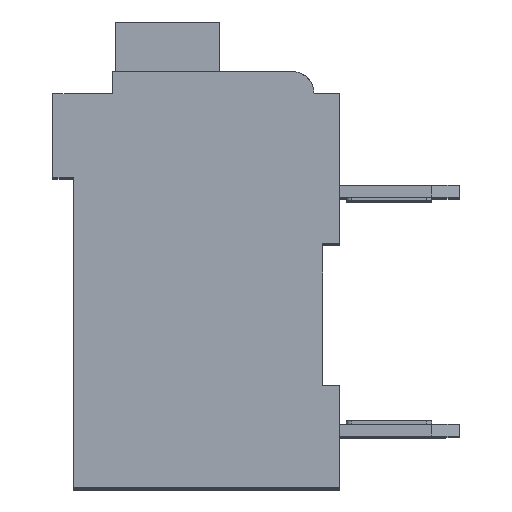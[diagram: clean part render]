
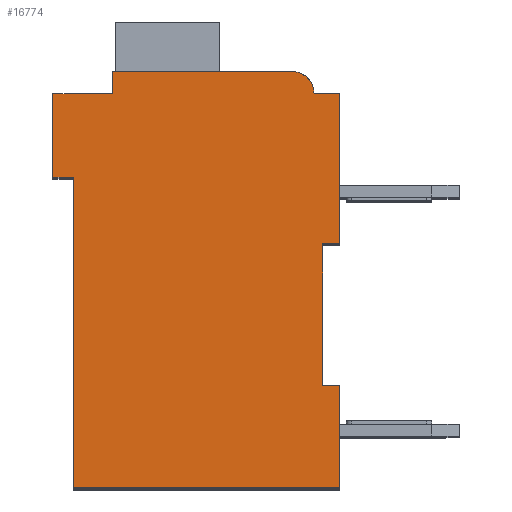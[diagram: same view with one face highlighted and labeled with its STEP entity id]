
A CAD part, top view. The second image highlights one B-rep face of the part: STEP entity #16774.
In plain terms, the highlighted planar face has unit normal (0, 0, 1).
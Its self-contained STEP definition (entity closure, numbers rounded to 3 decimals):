
#5145=DIRECTION('',(1.,0.,0.));
#5146=VECTOR('',#5145,0.5);
#5147=CARTESIAN_POINT('',(7.3,7.15,2.1));
#5148=LINE('',#5147,#5146);
#5149=DIRECTION('',(0.,1.,0.));
#5150=VECTOR('',#5149,4.15);
#5151=CARTESIAN_POINT('',(7.3,3.,2.1));
#5152=LINE('',#5151,#5150);
#5153=DIRECTION('',(-1.,0.,0.));
#5154=VECTOR('',#5153,0.5);
#5155=CARTESIAN_POINT('',(7.8,3.,2.1));
#5156=LINE('',#5155,#5154);
#5157=DIRECTION('',(0.,1.,0.));
#5158=VECTOR('',#5157,3.);
#5159=CARTESIAN_POINT('',(7.8,0.,2.1));
#5160=LINE('',#5159,#5158);
#5161=DIRECTION('',(1.,0.,0.));
#5162=VECTOR('',#5161,7.8);
#5163=CARTESIAN_POINT('',(0.,0.,2.1));
#5164=LINE('',#5163,#5162);
#5165=DIRECTION('',(0.,-1.,0.));
#5166=VECTOR('',#5165,9.1);
#5167=CARTESIAN_POINT('',(0.,9.1,2.1));
#5168=LINE('',#5167,#5166);
#5169=DIRECTION('',(1.,0.,0.));
#5170=VECTOR('',#5169,0.6);
#5171=CARTESIAN_POINT('',(-0.6,9.1,2.1));
#5172=LINE('',#5171,#5170);
#5173=DIRECTION('',(0.,-1.,0.));
#5174=VECTOR('',#5173,2.45);
#5175=CARTESIAN_POINT('',(-0.6,11.55,2.1));
#5176=LINE('',#5175,#5174);
#5177=DIRECTION('',(-1.,0.,0.));
#5178=VECTOR('',#5177,1.75);
#5179=CARTESIAN_POINT('',(1.15,11.55,2.1));
#5180=LINE('',#5179,#5178);
#5181=DIRECTION('',(0.,-1.,0.));
#5182=VECTOR('',#5181,0.65);
#5183=CARTESIAN_POINT('',(1.15,12.2,2.1));
#5184=LINE('',#5183,#5182);
#5185=DIRECTION('',(-1.,0.,0.));
#5186=VECTOR('',#5185,5.25);
#5187=CARTESIAN_POINT('',(6.4,12.2,2.1));
#5188=LINE('',#5187,#5186);
#5189=CARTESIAN_POINT('',(6.4,11.55,2.1));
#5190=DIRECTION('',(0.,0.,1.));
#5191=DIRECTION('',(1.,0.,0.));
#5192=AXIS2_PLACEMENT_3D('',#5189,#5190,#5191);
#5194=DIRECTION('',(-1.,0.,0.));
#5195=VECTOR('',#5194,0.75);
#5196=CARTESIAN_POINT('',(7.8,11.55,2.1));
#5197=LINE('',#5196,#5195);
#5198=DIRECTION('',(0.,1.,0.));
#5199=VECTOR('',#5198,4.4);
#5200=CARTESIAN_POINT('',(7.8,7.15,2.1));
#5201=LINE('',#5200,#5199);
#8062=CARTESIAN_POINT('',(7.3,7.15,2.1));
#8063=CARTESIAN_POINT('',(7.8,7.15,2.1));
#8064=VERTEX_POINT('',#8062);
#8065=VERTEX_POINT('',#8063);
#8066=CARTESIAN_POINT('',(7.8,11.55,2.1));
#8067=VERTEX_POINT('',#8066);
#8068=CARTESIAN_POINT('',(7.05,11.55,2.1));
#8069=VERTEX_POINT('',#8068);
#8070=CARTESIAN_POINT('',(6.4,12.2,2.1));
#8071=VERTEX_POINT('',#8070);
#8072=CARTESIAN_POINT('',(1.15,12.2,2.1));
#8073=VERTEX_POINT('',#8072);
#8074=CARTESIAN_POINT('',(1.15,11.55,2.1));
#8075=VERTEX_POINT('',#8074);
#8076=CARTESIAN_POINT('',(-0.6,11.55,2.1));
#8077=VERTEX_POINT('',#8076);
#8078=CARTESIAN_POINT('',(-0.6,9.1,2.1));
#8079=VERTEX_POINT('',#8078);
#8080=CARTESIAN_POINT('',(0.,9.1,2.1));
#8081=VERTEX_POINT('',#8080);
#8082=CARTESIAN_POINT('',(0.,0.,2.1));
#8083=VERTEX_POINT('',#8082);
#8084=CARTESIAN_POINT('',(7.8,0.,2.1));
#8085=VERTEX_POINT('',#8084);
#8086=CARTESIAN_POINT('',(7.8,3.,2.1));
#8087=VERTEX_POINT('',#8086);
#8088=CARTESIAN_POINT('',(7.3,3.,2.1));
#8089=VERTEX_POINT('',#8088);
#16753=CARTESIAN_POINT('',(0.,0.,2.1));
#16754=DIRECTION('',(0.,0.,1.));
#16755=DIRECTION('',(1.,0.,0.));
#16756=AXIS2_PLACEMENT_3D('',#16753,#16754,#16755);
#16757=PLANE('',#16756);
#16758=ORIENTED_EDGE('',*,*,#10607,.F.);
#16759=ORIENTED_EDGE('',*,*,#11041,.F.);
#16760=ORIENTED_EDGE('',*,*,#14025,.F.);
#16761=ORIENTED_EDGE('',*,*,#14230,.F.);
#16762=ORIENTED_EDGE('',*,*,#14475,.F.);
#16763=ORIENTED_EDGE('',*,*,#14808,.F.);
#16764=ORIENTED_EDGE('',*,*,#14975,.F.);
#16765=ORIENTED_EDGE('',*,*,#15119,.F.);
#16766=ORIENTED_EDGE('',*,*,#15334,.F.);
#16767=ORIENTED_EDGE('',*,*,#15763,.F.);
#16768=ORIENTED_EDGE('',*,*,#16093,.F.);
#16769=ORIENTED_EDGE('',*,*,#15385,.F.);
#16770=ORIENTED_EDGE('',*,*,#15634,.F.);
#16771=ORIENTED_EDGE('',*,*,#10936,.F.);
#16772=EDGE_LOOP('',(#16758,#16759,#16760,#16761,#16762,#16763,#16764,#16765,
#16766,#16767,#16768,#16769,#16770,#16771));
#16773=FACE_OUTER_BOUND('',#16772,.F.);
#5193=CIRCLE('',#5192,0.65);
#10607=EDGE_CURVE('',#8064,#8065,#5148,.T.);
#10936=EDGE_CURVE('',#8065,#8067,#5201,.T.);
#11041=EDGE_CURVE('',#8089,#8064,#5152,.T.);
#14025=EDGE_CURVE('',#8087,#8089,#5156,.T.);
#14230=EDGE_CURVE('',#8085,#8087,#5160,.T.);
#14475=EDGE_CURVE('',#8083,#8085,#5164,.T.);
#14808=EDGE_CURVE('',#8081,#8083,#5168,.T.);
#14975=EDGE_CURVE('',#8079,#8081,#5172,.T.);
#15119=EDGE_CURVE('',#8077,#8079,#5176,.T.);
#15334=EDGE_CURVE('',#8075,#8077,#5180,.T.);
#15385=EDGE_CURVE('',#8069,#8071,#5193,.T.);
#15634=EDGE_CURVE('',#8067,#8069,#5197,.T.);
#15763=EDGE_CURVE('',#8073,#8075,#5184,.T.);
#16093=EDGE_CURVE('',#8071,#8073,#5188,.T.);
#16774=ADVANCED_FACE('',(#16773),#16757,.T.);
